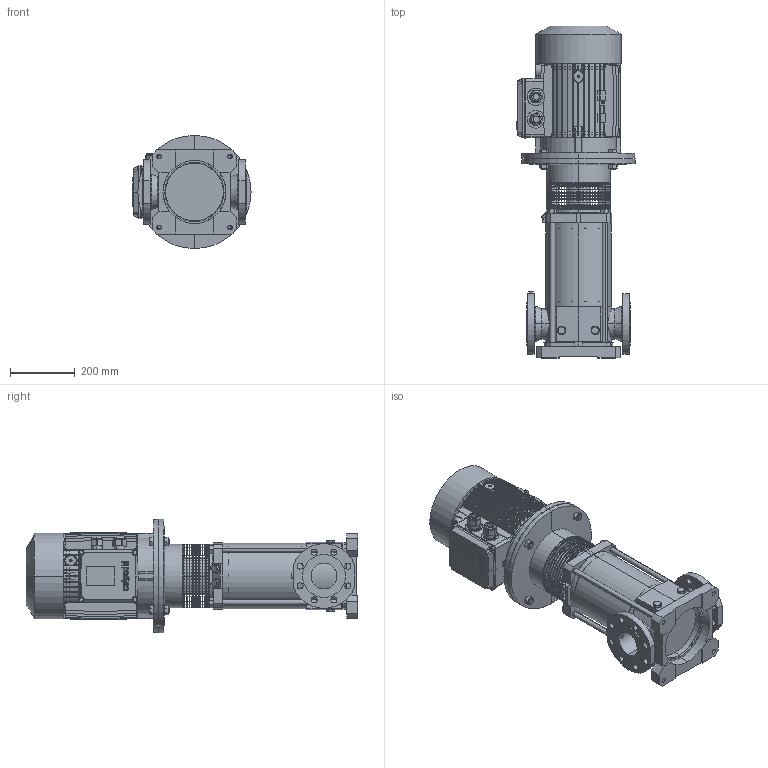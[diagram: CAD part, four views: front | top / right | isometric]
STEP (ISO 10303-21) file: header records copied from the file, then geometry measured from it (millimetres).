
FILE_DESCRIPTION (( 'STEP AP214' ), '1' );
FILE_NAME ('4.93.532.58swa02.step', '2022-07-12T12:36:06', ( '' ), ( '' ), 'SwSTEP 2.0', 'SolidWorks 2020', '' );
FILE_SCHEMA (( 'AUTOMOTIVE_DESIGN' ));
Length unit declared in the file: millimetre
Products named in the file (17): 4.93.186.58swa01; 4.66.424swp04_G38x10; 4.93.532.58swa02; 4_92_054_REV00_SEMPLIFICATO; 10007568swp00_M132 B5-De350; 10007572swp01_132S-R3 V1; 10007576swa01_M132S VERT.; 10011015swp00; 10009928swp00_MXV (4) 80-4804; 10009927swp00; 10009924swp00_MXV (4) 80-4804; 10007670swn00_M32x1.5; 10009925swp00_MOTORE 160; 10000018swn00_M16x50 A4; 10009926swp00; 10000007swn00_M16 6S ZINCATO; 4.66.424swp04_G18x7
Assembly tree (35 placements, depth 3):
  4.93.532.58swa02
    4.93.186.58swa01
      10011015swp00
      10009927swp00
      10009924swp00_MXV (4) 80-4804
      10009925swp00_MOTORE 160
      10009926swp00
      4_92_054_REV00_SEMPLIFICATO
      10009928swp00_MXV (4) 80-4804  x4
      10000007swn00_M16 6S ZINCATO  x4
      4.66.424swp04_G38x10  x6
      4.66.424swp04_G18x7
    10007576swa01_M132S VERT.
      10007568swp00_M132 B5-De350
      10007572swp01_132S-R3 V1
      10007670swn00_M32x1.5  x2
    10000018swn00_M16x50 A4  x4
    10000007swn00_M16 6S ZINCATO  x4
Bounding box: 365.2 x 1026.82 x 350 mm (x, y, z)
Volume: 34111997.2 mm3; surface area: 2697695.6 mm2
Topology: 35 solids, 35 shells, 4138 faces, 11347 edges, 7404 vertices
Faces by surface type: plane 3137, cone 451, cylinder 445, bspline 95, torus 10
Entity records: 126530 total; most frequent: CARTESIAN_POINT 27649, ORIENTED_EDGE 20552, DIRECTION 19595, EDGE_CURVE 10276, VERTEX_POINT 6800, LINE 6597, VECTOR 6597, AXIS2_PLACEMENT_3D 6499
